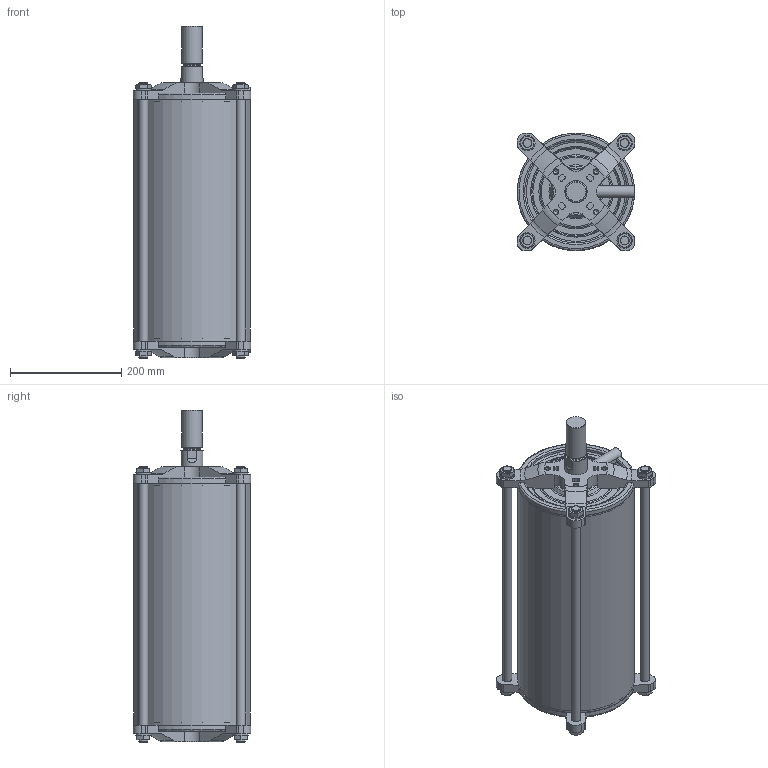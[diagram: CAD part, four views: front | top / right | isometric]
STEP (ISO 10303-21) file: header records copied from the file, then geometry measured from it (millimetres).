
FILE_DESCRIPTION(/* description */ ('STEP AP214'),/* implementation_level */ '2;1');
FILE_NAME(/* name */ '8133105_DFPC-200-350-D',/* time_stamp */ '2024-08-15T16:28:04+02:00',/* author */ ('License CC BY-ND 4.0'),/* organization */ ('CADENAS'),/* preprocessor_version */ 'ST-DEVELOPER v19.3',/* originating_system */ 'PARTsolutions',/* authorisation */ ' ');
FILE_SCHEMA (('AUTOMOTIVE_DESIGN {1 0 10303 214 3 1 1}'));
Length unit declared in the file: millimetre
Products named in the file (3): 8133105 DFPC-200-350-D---(0_high); 8133072 DFPC-200-350---(high_h); 8133072 DFPC-200-350---(high_p)
Assembly tree (2 placements, depth 2):
  8133105 DFPC-200-350-D---(0_high)
    8133072 DFPC-200-350---(high_h)
    8133072 DFPC-200-350---(high_p)
Bounding box: 211 x 211 x 596.8 mm (x, y, z)
Volume: 5949579.4 mm3; surface area: 1059300.9 mm2
Topology: 2 solids, 4 shells, 543 faces, 1419 edges, 906 vertices
Faces by surface type: plane 202, cylinder 143, cone 130, torus 68
Full cylindrical faces by diameter (mm): 8.376 x4, 11.445 x2, 16 x12, 28 x8, 30.3 x1, 36 x1, 40 x2, 159 x2, 163 x2, 200 x2, 208 x2, 210 x1
Entity records: 16721 total; most frequent: CARTESIAN_POINT 4036, ORIENTED_EDGE 2632, DIRECTION 2538, EDGE_CURVE 1316, AXIS2_PLACEMENT_3D 1060, VERTEX_POINT 884, FACE_BOUND 678, EDGE_LOOP 672
